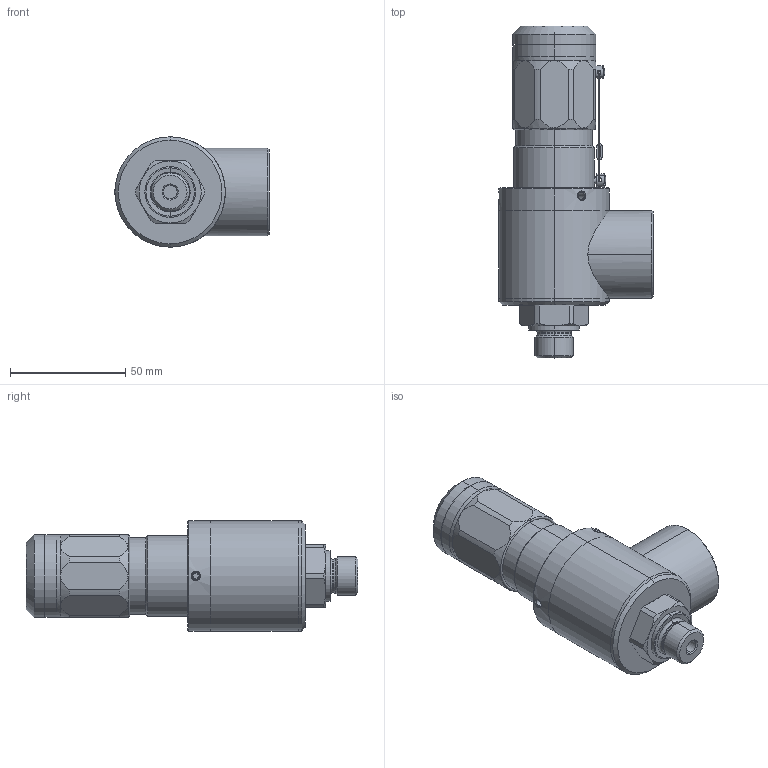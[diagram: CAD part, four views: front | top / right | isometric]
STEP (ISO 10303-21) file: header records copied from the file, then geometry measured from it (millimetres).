
FILE_DESCRIPTION (( 'STEP AP214' ), '1' );
FILE_NAME ('492tGO_10_MF_1025_PAI.STEP', '2016-09-14T06:36:16', ( '' ), ( '' ), 'SwSTEP 2.0', 'SolidWorks 2016', '' );
FILE_SCHEMA (( 'AUTOMOTIVE_DESIGN' ));
Length unit declared in the file: millimetre
Products named in the file (1): 492tGO_10_MF_1025_PAI
Bounding box: 67 x 144.25 x 48 mm (x, y, z)
Volume: 92044.1 mm3; surface area: 56641.8 mm2
Topology: 13 solids, 13 shells, 385 faces, 879 edges, 534 vertices
Faces by surface type: cylinder 166, plane 103, cone 78, torus 24, sphere 8, bspline 6
Entity records: 19667 total; most frequent: CARTESIAN_POINT 6502, DIRECTION 1917, ORIENTED_EDGE 1750, EDGE_CURVE 875, AXIS2_PLACEMENT_3D 772, VERTEX_POINT 534, EDGE_LOOP 443, UNCERTAINTY_MEASURE_WITH_UNIT 400
